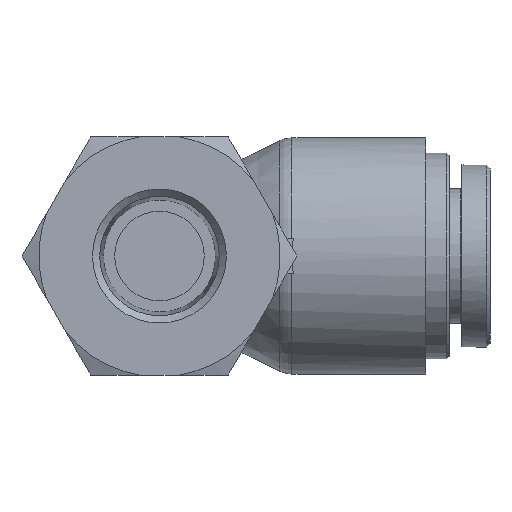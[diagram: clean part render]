
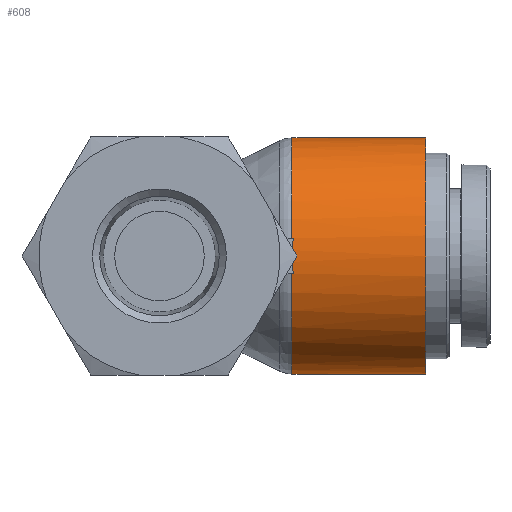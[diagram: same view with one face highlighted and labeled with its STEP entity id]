
A CAD part, front view. The second image highlights one B-rep face of the part: STEP entity #608.
In plain terms, the highlighted cylindrical face has radius 8.45 mm (diameter 16.9 mm), a full revolution.
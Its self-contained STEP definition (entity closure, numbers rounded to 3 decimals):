
#112=CARTESIAN_POINT('',(-9.538,-8.357,1.25));
#113=VERTEX_POINT('',#112);
#114=CARTESIAN_POINT('',(-9.445,-8.357,1.25));
#115=VERTEX_POINT('',#114);
#116=CARTESIAN_POINT('',(-9.538,-8.357,1.25));
#117=DIRECTION('',(1.0,0.0,0.0));
#118=VECTOR('',#117,0.093);
#119=LINE('',#116,#118);
#120=EDGE_CURVE('',#113,#115,#119,.T.);
#196=CARTESIAN_POINT('',(-9.445,-8.357,-1.25));
#197=VERTEX_POINT('',#196);
#198=CARTESIAN_POINT('',(-1.088,0.,0.0));
#199=DIRECTION('',(0.707,-0.707,0.0));
#200=DIRECTION('',(0.707,0.707,0.0));
#201=AXIS2_PLACEMENT_3D('',#198,#199,#200);
#202=ELLIPSE('',#201,11.95,8.45);
#203=EDGE_CURVE('',#115,#197,#202,.T.);
#229=CARTESIAN_POINT('',(-9.538,-8.357,-1.25));
#230=VERTEX_POINT('',#229);
#231=CARTESIAN_POINT('',(-9.445,-8.357,-1.25));
#232=DIRECTION('',(-1.0,0.0,0.0));
#233=VECTOR('',#232,0.093);
#234=LINE('',#231,#233);
#235=EDGE_CURVE('',#197,#230,#234,.T.);
#313=CARTESIAN_POINT('',(-9.538,0.,0.0));
#314=DIRECTION('',(-1.0,0.0,0.0));
#315=DIRECTION('',(0.0,-1.0,0.0));
#316=AXIS2_PLACEMENT_3D('',#313,#314,#315);
#317=CIRCLE('',#316,8.45);
#318=EDGE_CURVE('',#113,#230,#317,.T.);
#586=CARTESIAN_POINT('',(-5.,0.,0.0));
#587=DIRECTION('',(1.0,0.,0.0));
#588=DIRECTION('',(0.0,1.0,0.0));
#589=AXIS2_PLACEMENT_3D('',#586,#587,#588);
#590=CYLINDRICAL_SURFACE('',#589,8.45);
#591=ORIENTED_EDGE('',*,*,#235,.T.);
#592=ORIENTED_EDGE('',*,*,#318,.F.);
#593=ORIENTED_EDGE('',*,*,#120,.T.);
#594=ORIENTED_EDGE('',*,*,#203,.T.);
#595=EDGE_LOOP('',(#591,#592,#593,#594));
#596=FACE_OUTER_BOUND('',#595,.T.);
#597=CARTESIAN_POINT('',(0.,8.45,0.0));
#598=VERTEX_POINT('',#597);
#599=CARTESIAN_POINT('',(0.,0.,0.0));
#600=DIRECTION('',(1.0,0.0,0.0));
#601=DIRECTION('',(0.0,1.0,0.0));
#602=AXIS2_PLACEMENT_3D('',#599,#600,#601);
#603=CIRCLE('',#602,8.45);
#604=EDGE_CURVE('',#598,#598,#603,.T.);
#605=ORIENTED_EDGE('',*,*,#604,.F.);
#606=EDGE_LOOP('',(#605));
#607=FACE_BOUND('',#606,.T.);
#608=ADVANCED_FACE('',(#596,#607),#590,.T.);
